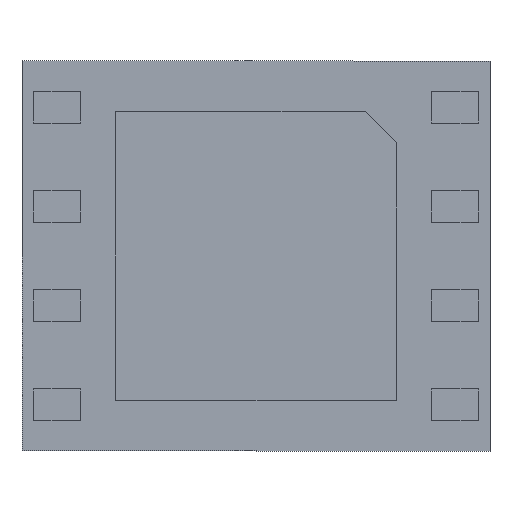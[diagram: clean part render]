
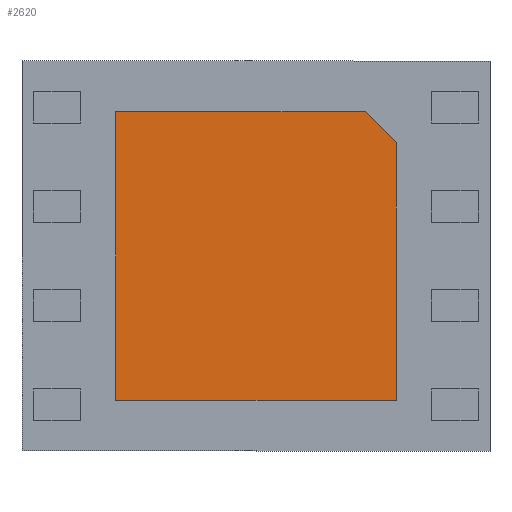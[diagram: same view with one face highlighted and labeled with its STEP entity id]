
A CAD part, front view. The second image highlights one B-rep face of the part: STEP entity #2620.
In plain terms, the highlighted planar face has unit normal (0, -1, 0).
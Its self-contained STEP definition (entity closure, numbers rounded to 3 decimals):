
#14 = LINE ( 'NONE', #1292, #212 ) ;
#105 = ORIENTED_EDGE ( 'NONE', *, *, #2790, .T. ) ;
#116 = EDGE_LOOP ( 'NONE', ( #2652, #1426, #105, #2700, #1594 ) ) ;
#118 = CARTESIAN_POINT ( 'NONE',  ( -1.8, 0., -1.85 ) ) ;
#145 = DIRECTION ( 'NONE',  ( 1., 0., 0. ) ) ;
#150 = EDGE_CURVE ( 'NONE', #985, #2025, #3065, .T. ) ;
#206 = FACE_OUTER_BOUND ( 'NONE', #116, .T. ) ;
#212 = VECTOR ( 'NONE', #3079, 1000. ) ;
#234 = CARTESIAN_POINT ( 'NONE',  ( 1.8, 0., 1.45 ) ) ;
#255 = EDGE_CURVE ( 'NONE', #2179, #985, #1691, .T. ) ;
#279 = LINE ( 'NONE', #289, #428 ) ;
#289 = CARTESIAN_POINT ( 'NONE',  ( 1.4, 0., 1.85 ) ) ;
#428 = VECTOR ( 'NONE', #2254, 1000. ) ;
#434 = LINE ( 'NONE', #234, #1536 ) ;
#684 = DIRECTION ( 'NONE',  ( 0., 0., -1. ) ) ;
#733 = DIRECTION ( 'NONE',  ( -0.707, 0., 0.707 ) ) ;
#783 = CARTESIAN_POINT ( 'NONE',  ( 1.4, 0., 1.85 ) ) ;
#969 = VECTOR ( 'NONE', #2427, 1000. ) ;
#985 = VERTEX_POINT ( 'NONE', #2083 ) ;
#1161 = DIRECTION ( 'NONE',  ( 0., -1., 0. ) ) ;
#1200 = CARTESIAN_POINT ( 'NONE',  ( -1.8, 0., 1.85 ) ) ;
#1292 = CARTESIAN_POINT ( 'NONE',  ( -1.8, 0., 1.85 ) ) ;
#1426 = ORIENTED_EDGE ( 'NONE', *, *, #2638, .T. ) ;
#1473 = CARTESIAN_POINT ( 'NONE',  ( 1.8, 0., -1.85 ) ) ;
#1536 = VECTOR ( 'NONE', #733, 1000. ) ;
#1594 = ORIENTED_EDGE ( 'NONE', *, *, #255, .T. ) ;
#1691 = LINE ( 'NONE', #118, #2628 ) ;
#2025 = VERTEX_POINT ( 'NONE', #2513 ) ;
#2069 = CARTESIAN_POINT ( 'NONE',  ( -1.8, 0., -1.85 ) ) ;
#2083 = CARTESIAN_POINT ( 'NONE',  ( 1.8, 0., -1.85 ) ) ;
#2092 = VERTEX_POINT ( 'NONE', #783 ) ;
#2150 = EDGE_CURVE ( 'NONE', #2654, #2179, #14, .T. ) ;
#2179 = VERTEX_POINT ( 'NONE', #2069 ) ;
#2254 = DIRECTION ( 'NONE',  ( -1., 0., 0. ) ) ;
#2338 = AXIS2_PLACEMENT_3D ( 'NONE', #3156, #1161, #684 ) ;
#2427 = DIRECTION ( 'NONE',  ( 0., 0., 1. ) ) ;
#2513 = CARTESIAN_POINT ( 'NONE',  ( 1.8, 0., 1.45 ) ) ;
#2620 = ADVANCED_FACE ( 'NONE', ( #206 ), #2931, .T. ) ;
#2628 = VECTOR ( 'NONE', #145, 1000. ) ;
#2638 = EDGE_CURVE ( 'NONE', #2025, #2092, #434, .T. ) ;
#2652 = ORIENTED_EDGE ( 'NONE', *, *, #150, .T. ) ;
#2654 = VERTEX_POINT ( 'NONE', #1200 ) ;
#2700 = ORIENTED_EDGE ( 'NONE', *, *, #2150, .T. ) ;
#2790 = EDGE_CURVE ( 'NONE', #2092, #2654, #279, .T. ) ;
#2931 = PLANE ( 'NONE',  #2338 ) ;
#3065 = LINE ( 'NONE', #1473, #969 ) ;
#3079 = DIRECTION ( 'NONE',  ( 0., 0., -1. ) ) ;
#3156 = CARTESIAN_POINT ( 'NONE',  ( 0., 0., 0. ) ) ;
